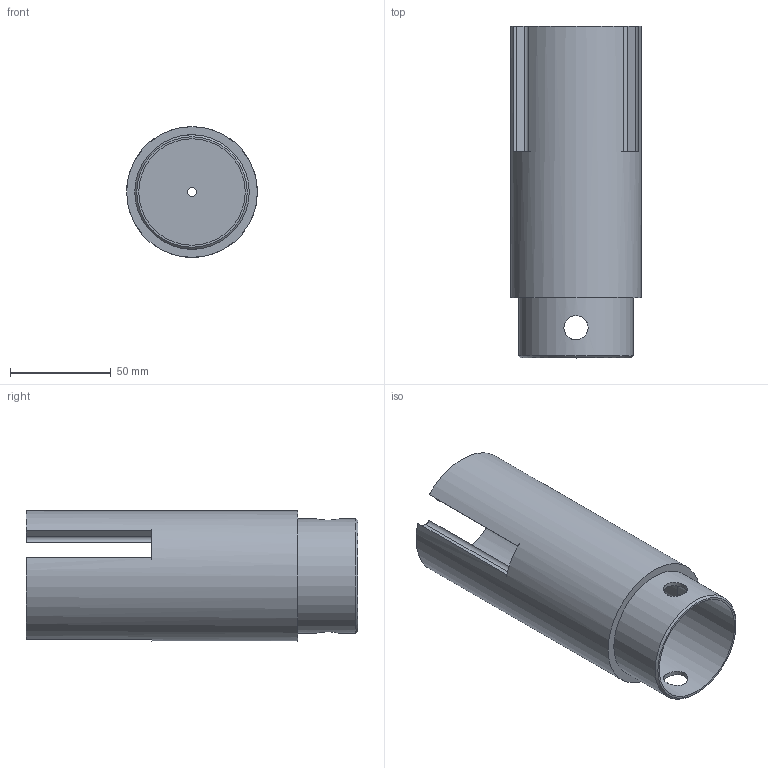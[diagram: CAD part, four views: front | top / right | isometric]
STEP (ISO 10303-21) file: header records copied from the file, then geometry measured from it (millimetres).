
FILE_DESCRIPTION(/* description */ (''),/* implementation_level */ '2;1');
FILE_NAME(/* name */ 'LowerBodyC v5.step',/* time_stamp */ '2023-09-28T22:46:40-04:00',/* author */ (''),/* organization */ (''),/* preprocessor_version */ 'ST-DEVELOPER v20',/* originating_system */ 'Autodesk Translation Framework v12.14.0.127',/* authorisation */ '');
FILE_SCHEMA (('AUTOMOTIVE_DESIGN { 1 0 10303 214 3 1 1 }'));
Length unit declared in the file: millimetre
Products named in the file (1): LowerBodyC
Bounding box: 65 x 165 x 65 mm (x, y, z)
Volume: 155732.6 mm3; surface area: 65737.4 mm2
Topology: 1 solids, 1 shells, 64 faces, 166 edges, 108 vertices
Faces by surface type: cylinder 32, plane 18, torus 7, bspline 6, cone 1
Full cylindrical faces by diameter (mm): 4.5 x1, 12 x2, 18.1 x1, 52.9 x1, 56.9 x1, 57 x1, 65 x1
Entity records: 2280 total; most frequent: CARTESIAN_POINT 639, DIRECTION 363, ORIENTED_EDGE 332, EDGE_CURVE 166, AXIS2_PLACEMENT_3D 153, VERTEX_POINT 108, CIRCLE 94, EDGE_LOOP 74
